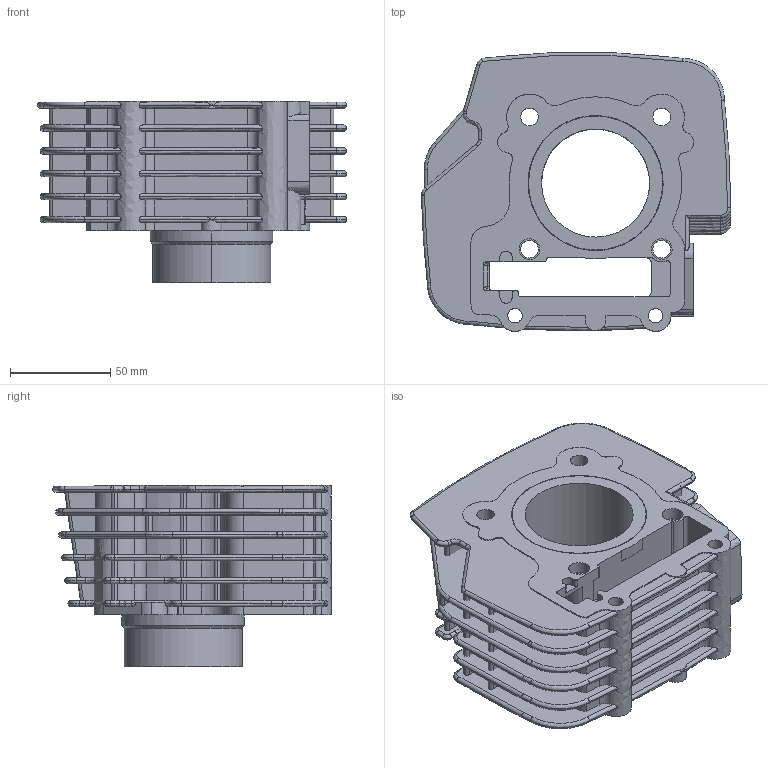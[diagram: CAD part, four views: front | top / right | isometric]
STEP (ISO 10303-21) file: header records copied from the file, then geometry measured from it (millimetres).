
FILE_DESCRIPTION(('FreeCAD Model'),'2;1');
FILE_NAME('Open CASCADE Shape Model','2025-05-04T11:54:54',('FreeCAD'),( 'FreeCAD'),'Open CASCADE STEP processor 7.6','FreeCAD','Unknown');
FILE_SCHEMA(('AUTOMOTIVE_DESIGN { 1 0 10303 214 1 1 1 1 }'));
Products named in the file (1): Open CASCADE STEP translator 7.6 1
Bounding box: 154.53 x 139.24 x 90.83 mm (x, y, z)
Volume: 529770.9 mm3; surface area: 224826.2 mm2
Topology: 13 solids, 18 shells, 957 faces, 2539 edges, 1633 vertices
Faces by surface type: bspline 957
Entity records: 35323 total; most frequent: CARTESIAN_POINT 21270, ORIENTED_EDGE 5066, EDGE_CURVE 2533, VERTEX_POINT 1633, B_SPLINE_CURVE_WITH_KNOTS 1452, FACE_BOUND 1010, EDGE_LOOP 1010, ADVANCED_FACE 957
